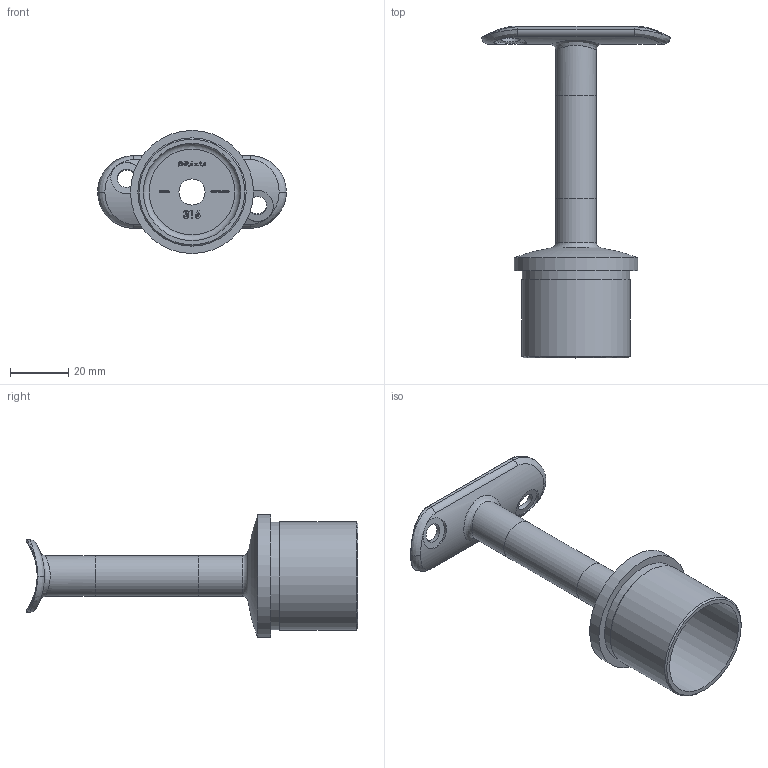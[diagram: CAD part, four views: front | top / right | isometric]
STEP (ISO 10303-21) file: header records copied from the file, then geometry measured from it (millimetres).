
FILE_DESCRIPTION (( 'STEP AP203' ), '1' );
FILE_NAME ('60421-V4A-25-LED.step', '2020-02-12T14:52:56', ( '' ), ( '' ), 'SwSTEP 2.0', 'SolidWorks 2015', '' );
FILE_SCHEMA (( 'CONFIG_CONTROL_DESIGN' ));
Length unit declared in the file: millimetre
Products named in the file (7): 60421-V4A-25-LED; 604XX-XXX-LED Teil3_60421-V4A-25-LED Teil3; 604XX-XXX-LED Teil2; 604XX-XXX-LED Teil1; 604XX-XXX-LED Teil2_604XX-V4A-LED Teil2; 604XX-XXX-LED Teil3; 604XX-XXX-LED Teil1_60421-V4A-25-LED Teil1
Assembly tree (3 placements, depth 2):
  60421-V4A-25-LED
    604XX-XXX-LED Teil1_60421-V4A-25-LED Teil1
    604XX-XXX-LED Teil2_604XX-V4A-LED Teil2
    604XX-XXX-LED Teil3_60421-V4A-25-LED Teil3
  604XX-XXX-LED Teil2
  604XX-XXX-LED Teil1
  604XX-XXX-LED Teil3
Bounding box: 64.98 x 114.3 x 42.4 mm (x, y, z)
Volume: 22440 mm3; surface area: 19375.3 mm2
Topology: 3 solids, 3 shells, 511 faces, 1320 edges, 874 vertices
Faces by surface type: plane 317, bspline 155, cylinder 29, torus 5, cone 5
Full cylindrical faces by diameter (mm): 6.5 x2, 9 x2, 10 x1, 11 x2, 11.9 x2, 12 x3, 14 x3, 33.5 x1, 36.9 x1, 37.3 x1, 42.4 x1
Entity records: 25201 total; most frequent: CARTESIAN_POINT 13272, ORIENTED_EDGE 2568, DIRECTION 1740, EDGE_CURVE 1284, LINE 908, VECTOR 908, VERTEX_POINT 868, EDGE_LOOP 610
